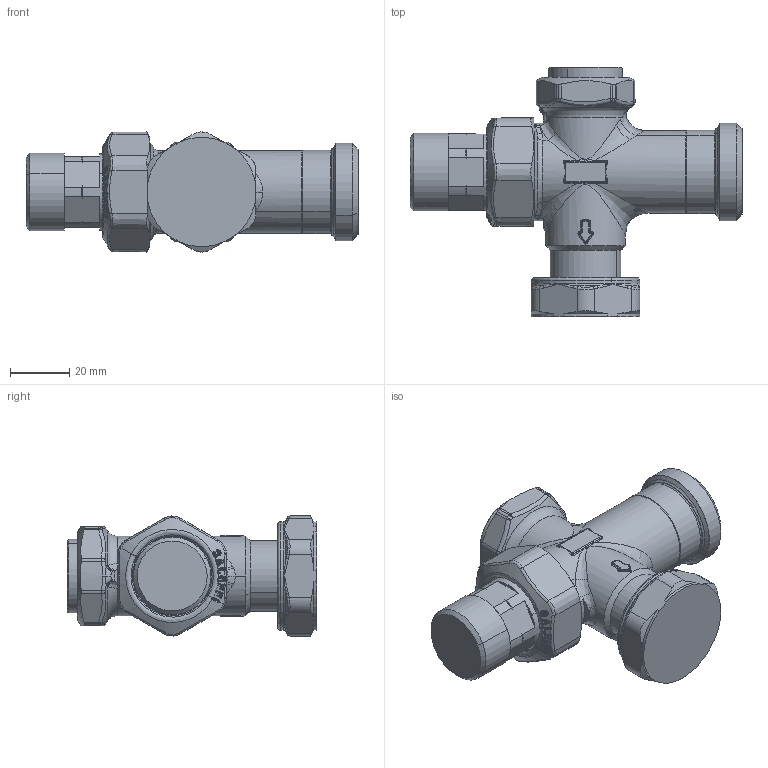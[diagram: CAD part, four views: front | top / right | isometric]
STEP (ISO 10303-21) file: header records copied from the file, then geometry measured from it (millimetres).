
FILE_DESCRIPTION(('CATIA V5 STEP Exchange','CAx-IF Rec.Pracs.--- Model Styling and Organization---1.4--- 2014-01-23','CAx-IF Rec.Pracs.---3D Tessellated Data Validation Properties---0.5---2014-09-14'),'2;1');
FILE_NAME('STEP_520004_-_TST.stp','2021-06-21T06:37:16+00:00',('none'),('none'),'CATIA Version 5-6 Release 2019 SP3','CATIA V5 STEP AP242 v1','none');
FILE_SCHEMA(('AP242_MANAGED_MODEL_BASED_3D_ENGINEERING_MIM_LF {1 0 10303 442 1 1 4}'));
Products named in the file (1): 520004 - TST
Bounding box: 112.5 x 84.6 x 40.68 mm (x, y, z)
Volume: 121663.2 mm3; surface area: 20689.2 mm2
Topology: 1 solids, 1 shells, 918 faces, 2197 edges, 1211 vertices
Faces by surface type: bspline 573, cylinder 114, cone 77, sphere 69, plane 59, torus 26
Entity records: 53520 total; most frequent: CARTESIAN_POINT 38364, ORIENTED_EDGE 4238, EDGE_CURVE 2119, B_SPLINE_CURVE_WITH_KNOTS 1589, VERTEX_POINT 1211, DIRECTION 1026, EDGE_LOOP 926, ADVANCED_FACE 918
